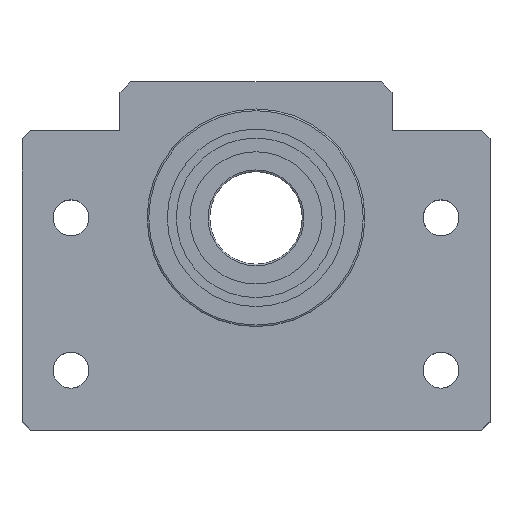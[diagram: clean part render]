
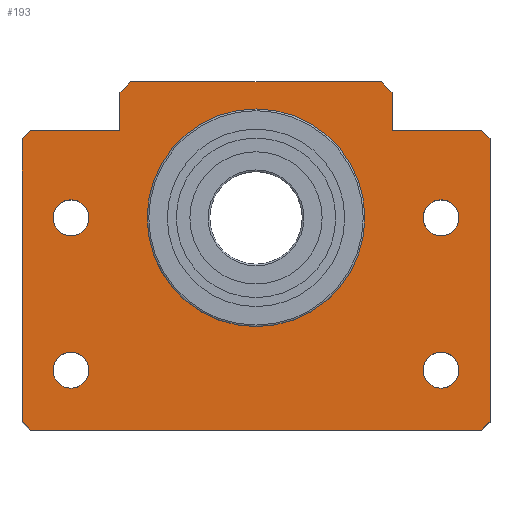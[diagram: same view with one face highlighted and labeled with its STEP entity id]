
A CAD part, top view. The second image highlights one B-rep face of the part: STEP entity #193.
In plain terms, the highlighted planar face has unit normal (0, 0, 1).
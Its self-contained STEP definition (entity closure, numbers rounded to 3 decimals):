
#193 = ADVANCED_FACE( '', ( #296, #297, #298, #299, #300, #301 ), #302, .T. );
#296 = FACE_BOUND( '', #456, .T. );
#297 = FACE_BOUND( '', #457, .T. );
#298 = FACE_BOUND( '', #458, .T. );
#299 = FACE_BOUND( '', #459, .T. );
#300 = FACE_BOUND( '', #460, .T. );
#301 = FACE_OUTER_BOUND( '', #461, .T. );
#302 = PLANE( '', #462 );
#456 = EDGE_LOOP( '', ( #718 ) );
#457 = EDGE_LOOP( '', ( #719 ) );
#458 = EDGE_LOOP( '', ( #720 ) );
#459 = EDGE_LOOP( '', ( #721 ) );
#460 = EDGE_LOOP( '', ( #722 ) );
#461 = EDGE_LOOP( '', ( #723, #724, #725, #726, #727, #728, #729, #730, #731, #732, #733, #734, #735, #736 ) );
#462 = AXIS2_PLACEMENT_3D( '', #737, #738, #739 );
#718 = ORIENTED_EDGE( '', *, *, #935, .F. );
#719 = ORIENTED_EDGE( '', *, *, #878, .T. );
#720 = ORIENTED_EDGE( '', *, *, #879, .T. );
#721 = ORIENTED_EDGE( '', *, *, #936, .T. );
#722 = ORIENTED_EDGE( '', *, *, #871, .T. );
#723 = ORIENTED_EDGE( '', *, *, #930, .T. );
#724 = ORIENTED_EDGE( '', *, *, #928, .T. );
#725 = ORIENTED_EDGE( '', *, *, #926, .T. );
#726 = ORIENTED_EDGE( '', *, *, #923, .T. );
#727 = ORIENTED_EDGE( '', *, *, #921, .T. );
#728 = ORIENTED_EDGE( '', *, *, #919, .T. );
#729 = ORIENTED_EDGE( '', *, *, #917, .T. );
#730 = ORIENTED_EDGE( '', *, *, #914, .T. );
#731 = ORIENTED_EDGE( '', *, *, #912, .T. );
#732 = ORIENTED_EDGE( '', *, *, #910, .T. );
#733 = ORIENTED_EDGE( '', *, *, #908, .T. );
#734 = ORIENTED_EDGE( '', *, *, #906, .T. );
#735 = ORIENTED_EDGE( '', *, *, #904, .T. );
#736 = ORIENTED_EDGE( '', *, *, #883, .T. );
#737 = CARTESIAN_POINT( '', ( 0., 0., 0. ) );
#738 = DIRECTION( '', ( 0., 0., 1. ) );
#739 = DIRECTION( '', ( 1., 0., 0. ) );
#871 = EDGE_CURVE( '', #960, #960, #961, .T. );
#878 = EDGE_CURVE( '', #974, #974, #975, .T. );
#879 = EDGE_CURVE( '', #976, #976, #977, .T. );
#883 = EDGE_CURVE( '', #984, #985, #986, .T. );
#904 = EDGE_CURVE( '', #1025, #984, #1026, .T. );
#906 = EDGE_CURVE( '', #1028, #1025, #1029, .T. );
#908 = EDGE_CURVE( '', #1031, #1028, #1032, .T. );
#910 = EDGE_CURVE( '', #1034, #1031, #1035, .T. );
#912 = EDGE_CURVE( '', #1037, #1034, #1038, .T. );
#914 = EDGE_CURVE( '', #1040, #1037, #1041, .T. );
#917 = EDGE_CURVE( '', #1045, #1040, #1046, .T. );
#919 = EDGE_CURVE( '', #1048, #1045, #1049, .T. );
#921 = EDGE_CURVE( '', #1051, #1048, #1052, .T. );
#923 = EDGE_CURVE( '', #1054, #1051, #1055, .T. );
#926 = EDGE_CURVE( '', #1059, #1054, #1060, .T. );
#928 = EDGE_CURVE( '', #1062, #1059, #1063, .T. );
#930 = EDGE_CURVE( '', #985, #1062, #1065, .T. );
#935 = EDGE_CURVE( '', #1074, #1074, #1075, .T. );
#936 = EDGE_CURVE( '', #1076, #1076, #1077, .T. );
#960 = VERTEX_POINT( '', #1187 );
#961 = CIRCLE( '', #1188, 3.3 );
#974 = VERTEX_POINT( '', #1461 );
#975 = CIRCLE( '', #1462, 3.3 );
#976 = VERTEX_POINT( '', #1463 );
#977 = CIRCLE( '', #1464, 3.3 );
#984 = VERTEX_POINT( '', #1536 );
#985 = VERTEX_POINT( '', #1537 );
#986 = LINE( '', #1538, #1539 );
#1025 = VERTEX_POINT( '', #1594 );
#1026 = LINE( '', #1595, #1596 );
#1028 = VERTEX_POINT( '', #1599 );
#1029 = LINE( '', #1600, #1601 );
#1031 = VERTEX_POINT( '', #1604 );
#1032 = LINE( '', #1605, #1606 );
#1034 = VERTEX_POINT( '', #1609 );
#1035 = LINE( '', #1610, #1611 );
#1037 = VERTEX_POINT( '', #1614 );
#1038 = LINE( '', #1615, #1616 );
#1040 = VERTEX_POINT( '', #1619 );
#1041 = LINE( '', #1620, #1621 );
#1045 = VERTEX_POINT( '', #1626 );
#1046 = LINE( '', #1627, #1628 );
#1048 = VERTEX_POINT( '', #1631 );
#1049 = LINE( '', #1632, #1633 );
#1051 = VERTEX_POINT( '', #1636 );
#1052 = LINE( '', #1637, #1638 );
#1054 = VERTEX_POINT( '', #1641 );
#1055 = LINE( '', #1642, #1643 );
#1059 = VERTEX_POINT( '', #1648 );
#1060 = LINE( '', #1649, #1650 );
#1062 = VERTEX_POINT( '', #1653 );
#1063 = LINE( '', #1654, #1655 );
#1065 = LINE( '', #1658, #1659 );
#1074 = VERTEX_POINT( '', #1798 );
#1075 = CIRCLE( '', #1799, 20. );
#1076 = VERTEX_POINT( '', #1800 );
#1077 = CIRCLE( '', #1801, 3.3 );
#1187 = CARTESIAN_POINT( '', ( 30.7, -28., 0. ) );
#1188 = AXIS2_PLACEMENT_3D( '', #1844, #1845, #1846 );
#1461 = CARTESIAN_POINT( '', ( -37.3, -28., 0. ) );
#1462 = AXIS2_PLACEMENT_3D( '', #1853, #1854, #1855 );
#1463 = CARTESIAN_POINT( '', ( -37.3, 0., 0. ) );
#1464 = AXIS2_PLACEMENT_3D( '', #1856, #1857, #1858 );
#1536 = CARTESIAN_POINT( '', ( -41.5, 16., 0. ) );
#1537 = CARTESIAN_POINT( '', ( -43., 14.5, 0. ) );
#1538 = CARTESIAN_POINT( '', ( -41.5, 16., 0. ) );
#1539 = VECTOR( '', #1865, 1000. );
#1594 = CARTESIAN_POINT( '', ( -25., 16., 0. ) );
#1595 = CARTESIAN_POINT( '', ( -25., 16., 0. ) );
#1596 = VECTOR( '', #1894, 1000. );
#1599 = CARTESIAN_POINT( '', ( -25., 23., 0. ) );
#1600 = CARTESIAN_POINT( '', ( -25., 23., 0. ) );
#1601 = VECTOR( '', #1896, 1000. );
#1604 = CARTESIAN_POINT( '', ( -23., 25., 0. ) );
#1605 = CARTESIAN_POINT( '', ( -23., 25., 0. ) );
#1606 = VECTOR( '', #1898, 1000. );
#1609 = CARTESIAN_POINT( '', ( 23., 25., 0. ) );
#1610 = CARTESIAN_POINT( '', ( 23., 25., 0. ) );
#1611 = VECTOR( '', #1900, 1000. );
#1614 = CARTESIAN_POINT( '', ( 25., 23., 0. ) );
#1615 = CARTESIAN_POINT( '', ( 25., 23., 0. ) );
#1616 = VECTOR( '', #1902, 1000. );
#1619 = CARTESIAN_POINT( '', ( 25., 16., 0. ) );
#1620 = CARTESIAN_POINT( '', ( 25., 16., 0. ) );
#1621 = VECTOR( '', #1904, 1000. );
#1626 = CARTESIAN_POINT( '', ( 41.5, 16., 0. ) );
#1627 = CARTESIAN_POINT( '', ( 41.5, 16., 0. ) );
#1628 = VECTOR( '', #1909, 1000. );
#1631 = CARTESIAN_POINT( '', ( 43., 14.5, 0. ) );
#1632 = CARTESIAN_POINT( '', ( 43., 14.5, 0. ) );
#1633 = VECTOR( '', #1911, 1000. );
#1636 = CARTESIAN_POINT( '', ( 43., -37.5, 0. ) );
#1637 = CARTESIAN_POINT( '', ( 43., -37.5, 0. ) );
#1638 = VECTOR( '', #1913, 1000. );
#1641 = CARTESIAN_POINT( '', ( 41.5, -39., 0. ) );
#1642 = CARTESIAN_POINT( '', ( 41.5, -39., 0. ) );
#1643 = VECTOR( '', #1915, 1000. );
#1648 = CARTESIAN_POINT( '', ( -41.5, -39., 0. ) );
#1649 = CARTESIAN_POINT( '', ( -41.5, -39., 0. ) );
#1650 = VECTOR( '', #1920, 1000. );
#1653 = CARTESIAN_POINT( '', ( -43., -37.5, 0. ) );
#1654 = CARTESIAN_POINT( '', ( -43., -37.5, 0. ) );
#1655 = VECTOR( '', #1922, 1000. );
#1658 = CARTESIAN_POINT( '', ( -43., 14.5, 0. ) );
#1659 = VECTOR( '', #1924, 1000. );
#1798 = CARTESIAN_POINT( '', ( 20., 0., 0. ) );
#1799 = AXIS2_PLACEMENT_3D( '', #1931, #1932, #1933 );
#1800 = CARTESIAN_POINT( '', ( 30.7, 0., 0. ) );
#1801 = AXIS2_PLACEMENT_3D( '', #1934, #1935, #1936 );
#1844 = CARTESIAN_POINT( '', ( 34., -28., 0. ) );
#1845 = DIRECTION( '', ( 0., 0., -1. ) );
#1846 = DIRECTION( '', ( -1., 0., 0. ) );
#1853 = CARTESIAN_POINT( '', ( -34., -28., 0. ) );
#1854 = DIRECTION( '', ( 0., 0., -1. ) );
#1855 = DIRECTION( '', ( -1., 0., 0. ) );
#1856 = CARTESIAN_POINT( '', ( -34., 0., 0. ) );
#1857 = DIRECTION( '', ( 0., 0., -1. ) );
#1858 = DIRECTION( '', ( -1., 0., 0. ) );
#1865 = DIRECTION( '', ( -0.707, -0.707, 0. ) );
#1894 = DIRECTION( '', ( -1., 0., 0. ) );
#1896 = DIRECTION( '', ( 0., -1., 0. ) );
#1898 = DIRECTION( '', ( -0.707, -0.707, 0. ) );
#1900 = DIRECTION( '', ( -1., 0., 0. ) );
#1902 = DIRECTION( '', ( -0.707, 0.707, 0. ) );
#1904 = DIRECTION( '', ( 0., 1., 0. ) );
#1909 = DIRECTION( '', ( -1., 0., 0. ) );
#1911 = DIRECTION( '', ( -0.707, 0.707, 0. ) );
#1913 = DIRECTION( '', ( 0., 1., 0. ) );
#1915 = DIRECTION( '', ( 0.707, 0.707, 0. ) );
#1920 = DIRECTION( '', ( 1., 0., 0. ) );
#1922 = DIRECTION( '', ( 0.707, -0.707, 0. ) );
#1924 = DIRECTION( '', ( 0., -1., 0. ) );
#1931 = CARTESIAN_POINT( '', ( 0., 0., 0. ) );
#1932 = DIRECTION( '', ( 0., 0., 1. ) );
#1933 = DIRECTION( '', ( 1., 0., 0. ) );
#1934 = CARTESIAN_POINT( '', ( 34., 0., 0. ) );
#1935 = DIRECTION( '', ( 0., 0., -1. ) );
#1936 = DIRECTION( '', ( -1., 0., 0. ) );
